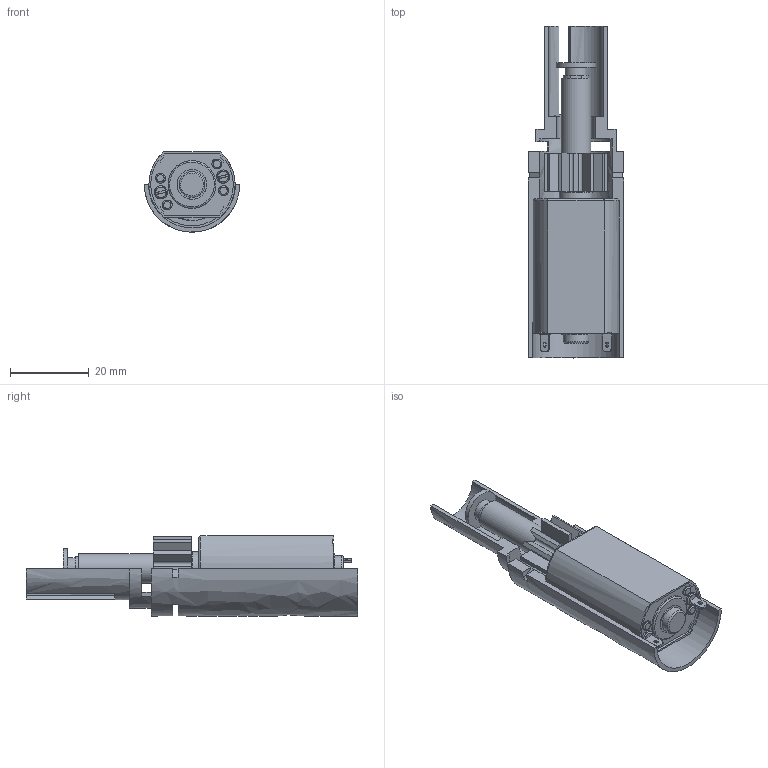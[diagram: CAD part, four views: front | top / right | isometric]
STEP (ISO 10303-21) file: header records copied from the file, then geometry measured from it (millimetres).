
FILE_DESCRIPTION(('FreeCAD Model'),'2;1');
FILE_NAME('Open CASCADE Shape Model','2025-04-30T06:40:20',('FreeCAD'),( 'FreeCAD'),'Open CASCADE STEP processor 7.6','FreeCAD','Unknown');
FILE_SCHEMA(('AUTOMOTIVE_DESIGN { 1 0 10303 214 1 1 1 1 }'));
Length unit declared in the file: millimetre
Products named in the file (1): Open CASCADE STEP translator 7.6 1
Bounding box: 24.13 x 84.08 x 20.31 mm (x, y, z)
Volume: 17366.6 mm3; surface area: 11226.6 mm2
Topology: 4 solids, 4 shells, 277 faces, 724 edges, 478 vertices
Faces by surface type: bspline 277
Entity records: 10422 total; most frequent: CARTESIAN_POINT 6204, ORIENTED_EDGE 1448, EDGE_CURVE 724, B_SPLINE_CURVE_WITH_KNOTS 489, VERTEX_POINT 478, FACE_BOUND 308, EDGE_LOOP 308, ADVANCED_FACE 277
